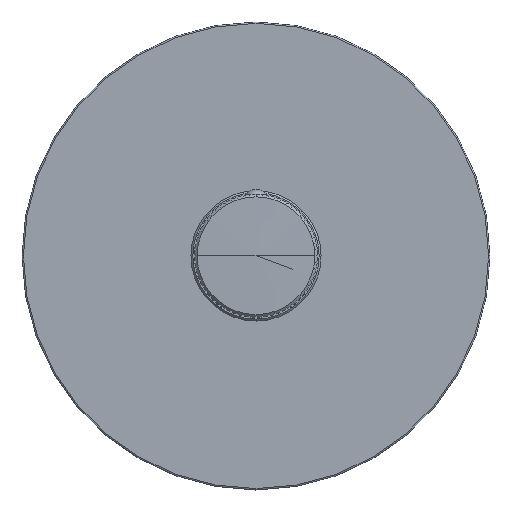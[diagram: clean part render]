
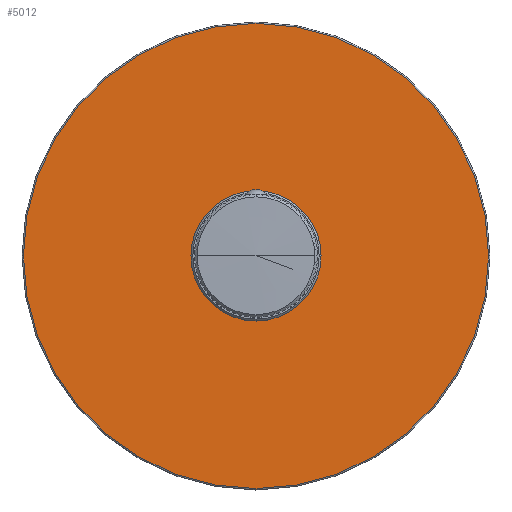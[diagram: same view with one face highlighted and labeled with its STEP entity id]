
A CAD part, top view. The second image highlights one B-rep face of the part: STEP entity #5012.
In plain terms, the highlighted planar face has unit normal (0, 0, 1).
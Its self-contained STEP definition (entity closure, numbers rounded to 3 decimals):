
#54=CARTESIAN_POINT('',(0.,0.,60.));
#55=DIRECTION('',(0.,0.,1.));
#56=DIRECTION('',(1.,0.,0.));
#57=AXIS2_PLACEMENT_3D('',#54,#55,#56);
#59=CARTESIAN_POINT('',(0.,0.,60.));
#60=DIRECTION('',(0.,0.,1.));
#61=DIRECTION('',(-1.,0.,0.));
#62=AXIS2_PLACEMENT_3D('',#59,#60,#61);
#78=CARTESIAN_POINT('',(0.,0.,60.));
#79=DIRECTION('',(0.,0.,-1.));
#80=DIRECTION('',(-1.,0.,0.));
#81=AXIS2_PLACEMENT_3D('',#78,#79,#80);
#88=CARTESIAN_POINT('',(0.,0.,60.));
#89=DIRECTION('',(0.,0.,-1.));
#90=DIRECTION('',(1.,0.,0.));
#91=AXIS2_PLACEMENT_3D('',#88,#89,#90);
#4066=CARTESIAN_POINT('',(86.,0.,60.));
#4067=CARTESIAN_POINT('',(-86.,0.,60.));
#4068=VERTEX_POINT('',#4066);
#4069=VERTEX_POINT('',#4067);
#4929=CARTESIAN_POINT('',(-24.05,0.,60.));
#4930=CARTESIAN_POINT('',(24.05,0.,60.));
#4931=VERTEX_POINT('',#4929);
#4932=VERTEX_POINT('',#4930);
#4996=CARTESIAN_POINT('',(0.,0.,60.));
#4997=DIRECTION('',(0.,0.,1.));
#4998=DIRECTION('',(-1.,0.,0.));
#4999=AXIS2_PLACEMENT_3D('',#4996,#4997,#4998);
#5000=PLANE('',#4999);
#5002=ORIENTED_EDGE('',*,*,#5001,.F.);
#5003=ORIENTED_EDGE('',*,*,#4979,.F.);
#5004=EDGE_LOOP('',(#5002,#5003));
#5005=FACE_OUTER_BOUND('',#5004,.F.);
#5007=ORIENTED_EDGE('',*,*,#5006,.F.);
#5009=ORIENTED_EDGE('',*,*,#5008,.F.);
#5010=EDGE_LOOP('',(#5007,#5009));
#5011=FACE_BOUND('',#5010,.F.);
#5012=ADVANCED_FACE('',(#5005,#5011),#5000,.T.);
#58=CIRCLE('',#57,86.);
#63=CIRCLE('',#62,86.);
#82=CIRCLE('',#81,24.05);
#92=CIRCLE('',#91,24.05);
#4979=EDGE_CURVE('',#4069,#4068,#63,.T.);
#5001=EDGE_CURVE('',#4068,#4069,#58,.T.);
#5006=EDGE_CURVE('',#4931,#4932,#82,.T.);
#5008=EDGE_CURVE('',#4932,#4931,#92,.T.);
